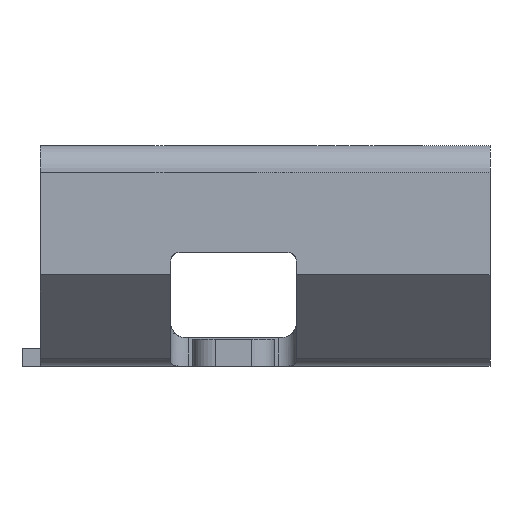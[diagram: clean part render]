
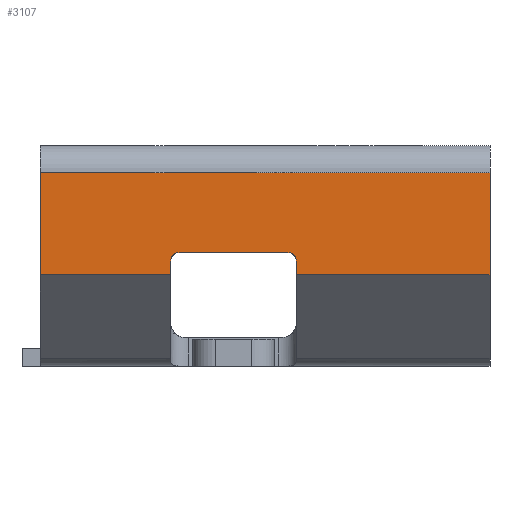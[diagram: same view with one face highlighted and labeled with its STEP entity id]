
A CAD part, left-side view. The second image highlights one B-rep face of the part: STEP entity #3107.
In plain terms, the highlighted planar face has unit normal (-1, 0, 0).
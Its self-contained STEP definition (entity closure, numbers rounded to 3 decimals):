
#191=CIRCLE('',#3363,0.1);
#194=CIRCLE('',#3368,0.1);
#308=FACE_OUTER_BOUND('',#468,.T.);
#468=EDGE_LOOP('',(#2574,#2575,#2576,#2577,#2578,#2579,#2580,#2581,#2582,
#2583));
#595=LINE('',#4483,#934);
#775=LINE('',#5154,#1114);
#779=LINE('',#5174,#1118);
#782=LINE('',#5183,#1121);
#797=LINE('',#5215,#1136);
#798=LINE('',#5217,#1137);
#799=LINE('',#5218,#1138);
#800=LINE('',#5219,#1139);
#934=VECTOR('',#3569,10.);
#1114=VECTOR('',#4065,10.);
#1118=VECTOR('',#4079,10.);
#1121=VECTOR('',#4088,10.);
#1136=VECTOR('',#4121,10.);
#1137=VECTOR('',#4122,10.);
#1138=VECTOR('',#4123,10.);
#1139=VECTOR('',#4124,10.);
#1254=VERTEX_POINT('',#4480);
#1255=VERTEX_POINT('',#4482);
#1470=VERTEX_POINT('',#5143);
#1471=VERTEX_POINT('',#5145);
#1474=VERTEX_POINT('',#5153);
#1476=VERTEX_POINT('',#5159);
#1479=VERTEX_POINT('',#5172);
#1482=VERTEX_POINT('',#5182);
#1490=VERTEX_POINT('',#5214);
#1491=VERTEX_POINT('',#5216);
#1578=EDGE_CURVE('',#1254,#1255,#595,.T.);
#1860=EDGE_CURVE('',#1471,#1470,#191,.T.);
#1864=EDGE_CURVE('',#1474,#1471,#775,.T.);
#1867=EDGE_CURVE('',#1476,#1474,#194,.T.);
#1872=EDGE_CURVE('',#1470,#1479,#779,.T.);
#1877=EDGE_CURVE('',#1482,#1476,#782,.T.);
#1894=EDGE_CURVE('',#1490,#1479,#797,.T.);
#1895=EDGE_CURVE('',#1490,#1491,#798,.T.);
#1896=EDGE_CURVE('',#1255,#1491,#799,.T.);
#1897=EDGE_CURVE('',#1482,#1254,#800,.T.);
#2574=ORIENTED_EDGE('',*,*,#1877,.T.);
#2575=ORIENTED_EDGE('',*,*,#1867,.T.);
#2576=ORIENTED_EDGE('',*,*,#1864,.T.);
#2577=ORIENTED_EDGE('',*,*,#1860,.T.);
#2578=ORIENTED_EDGE('',*,*,#1872,.T.);
#2579=ORIENTED_EDGE('',*,*,#1894,.F.);
#2580=ORIENTED_EDGE('',*,*,#1895,.T.);
#2581=ORIENTED_EDGE('',*,*,#1896,.F.);
#2582=ORIENTED_EDGE('',*,*,#1578,.F.);
#2583=ORIENTED_EDGE('',*,*,#1897,.F.);
#2976=PLANE('',#3382);
#3107=ADVANCED_FACE('',(#308),#2976,.T.);
#3363=AXIS2_PLACEMENT_3D('',#5146,#4057,#4058);
#3368=AXIS2_PLACEMENT_3D('',#5160,#4071,#4072);
#3382=AXIS2_PLACEMENT_3D('',#5213,#4119,#4120);
#3569=DIRECTION('',(0.,0.,1.));
#4057=DIRECTION('center_axis',(1.,0.,0.));
#4058=DIRECTION('ref_axis',(0.,-1.,0.));
#4065=DIRECTION('',(0.,-1.,0.));
#4071=DIRECTION('center_axis',(1.,0.,0.));
#4072=DIRECTION('ref_axis',(0.,0.,
1.));
#4079=DIRECTION('',(0.,0.,-1.));
#4088=DIRECTION('',(0.,0.,1.));
#4119=DIRECTION('center_axis',(-1.,0.,0.));
#4120=DIRECTION('ref_axis',(0.,0.,1.));
#4121=DIRECTION('',(0.,1.,0.));
#4122=DIRECTION('',(0.,0.,1.));
#4123=DIRECTION('',(0.,-1.,0.));
#4124=DIRECTION('',(0.,1.,0.));
#4480=CARTESIAN_POINT('',(-3.5,5.,1.015));
#4482=CARTESIAN_POINT('',(-3.5,5.,2.15));
#4483=CARTESIAN_POINT('',(-3.5,5.,1.015));
#5143=CARTESIAN_POINT('',(-3.5,2.15,1.165));
#5145=CARTESIAN_POINT('',(-3.5,2.25,1.265));
#5146=CARTESIAN_POINT('Origin',(-3.5,2.25,1.165));
#5153=CARTESIAN_POINT('',(-3.5,3.45,1.265));
#5154=CARTESIAN_POINT('',(-3.5,1.725,1.265));
#5159=CARTESIAN_POINT('',(-3.5,3.55,1.165));
#5160=CARTESIAN_POINT('Origin',(-3.5,3.45,1.165));
#5172=CARTESIAN_POINT('',(-3.5,2.15,1.015));
#5174=CARTESIAN_POINT('',(-3.5,2.15,1.09));
#5182=CARTESIAN_POINT('',(-3.5,3.55,1.015));
#5183=CARTESIAN_POINT('',(-3.5,3.55,0.507));
#5213=CARTESIAN_POINT('Origin',(-3.5,0.,1.015));
#5214=CARTESIAN_POINT('',(-3.5,0.,1.015));
#5215=CARTESIAN_POINT('',(-3.5,0.,1.015));
#5216=CARTESIAN_POINT('',(-3.5,0.,2.15));
#5217=CARTESIAN_POINT('',(-3.5,0.,1.015));
#5218=CARTESIAN_POINT('',(-3.5,0.,2.15));
#5219=CARTESIAN_POINT('',(-3.5,0.,1.015));
